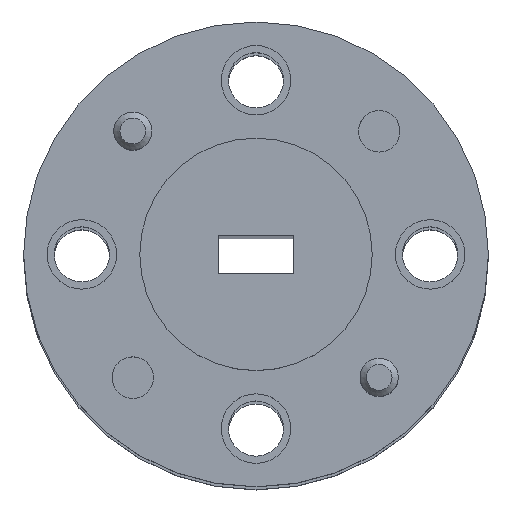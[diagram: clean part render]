
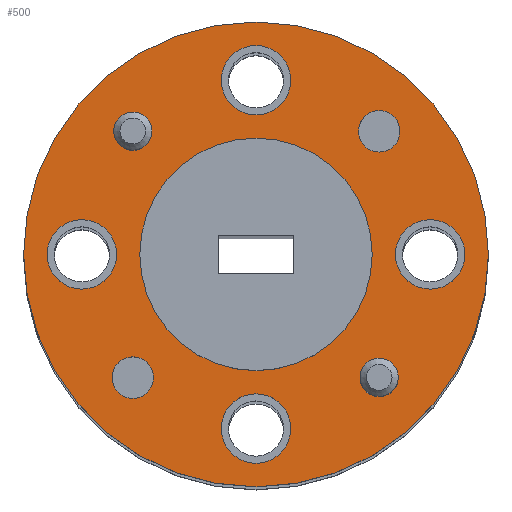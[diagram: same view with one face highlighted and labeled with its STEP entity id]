
A CAD part, top view. The second image highlights one B-rep face of the part: STEP entity #500.
In plain terms, the highlighted planar face has unit normal (0, 0, 1).
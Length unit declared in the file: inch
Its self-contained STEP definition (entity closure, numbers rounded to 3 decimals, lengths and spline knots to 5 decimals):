
#39 = EDGE_LOOP ( 'NONE', ( #706 ) ) ;
#45 = CARTESIAN_POINT ( 'NONE',  ( 0.2322, 0.1987, 1.468 ) ) ;
#58 = CIRCLE ( 'NONE', #796, 0.375 ) ;
#66 = FACE_BOUND ( 'NONE', #812, .T. ) ;
#89 = VERTEX_POINT ( 'NONE', #413 ) ;
#109 = CARTESIAN_POINT ( 'NONE',  ( 0.1987, 0.1987, 1.468 ) ) ;
#112 = AXIS2_PLACEMENT_3D ( 'NONE', #441, #805, #1343 ) ;
#118 = EDGE_CURVE ( 'NONE', #2024, #2024, #745, .T. ) ;
#122 = FACE_BOUND ( 'NONE', #1513, .T. ) ;
#125 = CARTESIAN_POINT ( 'NONE',  ( 0.375, 0., 1.468 ) ) ;
#131 = DIRECTION ( 'NONE',  ( 1., 0., 0. ) ) ;
#184 = ORIENTED_EDGE ( 'NONE', *, *, #333, .F. ) ;
#241 = FACE_OUTER_BOUND ( 'NONE', #1815, .T. ) ;
#244 = CIRCLE ( 'NONE', #1404, 0.03075 ) ;
#270 = EDGE_CURVE ( 'NONE', #2302, #2302, #1340, .T. ) ;
#287 = EDGE_CURVE ( 'NONE', #920, #920, #58, .T. ) ;
#333 = EDGE_CURVE ( 'NONE', #1185, #1185, #602, .T. ) ;
#339 = AXIS2_PLACEMENT_3D ( 'NONE', #1353, #797, #626 ) ;
#378 = CARTESIAN_POINT ( 'NONE',  ( -0.1987, 0.1987, 1.468 ) ) ;
#387 = DIRECTION ( 'NONE',  ( 0., 0., 1. ) ) ;
#413 = CARTESIAN_POINT ( 'NONE',  ( -0.225, 0., 1.468 ) ) ;
#441 = CARTESIAN_POINT ( 'NONE',  ( 0., -0.281, 1.468 ) ) ;
#453 = DIRECTION ( 'NONE',  ( 0., 0., 1. ) ) ;
#500 = ADVANCED_FACE ( 'NONE', ( #2089, #834, #786, #1814, #66, #122, #1371, #1757, #892, #241 ), #993, .T. ) ;
#555 = ORIENTED_EDGE ( 'NONE', *, *, #2300, .F. ) ;
#557 = CARTESIAN_POINT ( 'NONE',  ( 0.1987, -0.1987, 1.468 ) ) ;
#566 = DIRECTION ( 'NONE',  ( 1., 0., 0. ) ) ;
#578 = VERTEX_POINT ( 'NONE', #760 ) ;
#589 = DIRECTION ( 'NONE',  ( 0., 0., 1. ) ) ;
#601 = CIRCLE ( 'NONE', #1628, 0.0335 ) ;
#602 = CIRCLE ( 'NONE', #1171, 0.1875 ) ;
#626 = DIRECTION ( 'NONE',  ( 1., 0., 0. ) ) ;
#634 = AXIS2_PLACEMENT_3D ( 'NONE', #1364, #453, #1337 ) ;
#663 = CARTESIAN_POINT ( 'NONE',  ( 0.22945, -0.1987, 1.468 ) ) ;
#670 = DIRECTION ( 'NONE',  ( 0., 0., 1. ) ) ;
#692 = CARTESIAN_POINT ( 'NONE',  ( 0.056, 0.281, 1.468 ) ) ;
#696 = CIRCLE ( 'NONE', #997, 0.056 ) ;
#706 = ORIENTED_EDGE ( 'NONE', *, *, #1807, .F. ) ;
#745 = CIRCLE ( 'NONE', #2316, 0.056 ) ;
#756 = CIRCLE ( 'NONE', #634, 0.056 ) ;
#760 = CARTESIAN_POINT ( 'NONE',  ( 0.337, 0., 1.468 ) ) ;
#786 = FACE_BOUND ( 'NONE', #1793, .T. ) ;
#796 = AXIS2_PLACEMENT_3D ( 'NONE', #2243, #589, #2085 ) ;
#797 = DIRECTION ( 'NONE',  ( 0., 0., 1. ) ) ;
#805 = DIRECTION ( 'NONE',  ( 0., 0., 1. ) ) ;
#812 = EDGE_LOOP ( 'NONE', ( #555 ) ) ;
#834 = FACE_BOUND ( 'NONE', #2004, .T. ) ;
#879 = DIRECTION ( 'NONE',  ( 1., 0., 0. ) ) ;
#883 = ORIENTED_EDGE ( 'NONE', *, *, #287, .T. ) ;
#887 = ORIENTED_EDGE ( 'NONE', *, *, #2112, .F. ) ;
#892 = FACE_BOUND ( 'NONE', #1623, .T. ) ;
#920 = VERTEX_POINT ( 'NONE', #125 ) ;
#993 = PLANE ( 'NONE',  #339 ) ;
#997 = AXIS2_PLACEMENT_3D ( 'NONE', #1097, #2375, #1068 ) ;
#1012 = VERTEX_POINT ( 'NONE', #45 ) ;
#1041 = AXIS2_PLACEMENT_3D ( 'NONE', #557, #2037, #1471 ) ;
#1068 = DIRECTION ( 'NONE',  ( 1., 0., 0. ) ) ;
#1097 = CARTESIAN_POINT ( 'NONE',  ( 0.281, 0., 1.468 ) ) ;
#1108 = EDGE_LOOP ( 'NONE', ( #1994 ) ) ;
#1171 = AXIS2_PLACEMENT_3D ( 'NONE', #1489, #1888, #2072 ) ;
#1185 = VERTEX_POINT ( 'NONE', #1585 ) ;
#1223 = EDGE_CURVE ( 'NONE', #1711, #1711, #1932, .T. ) ;
#1311 = DIRECTION ( 'NONE',  ( 0., 0., 1. ) ) ;
#1314 = CARTESIAN_POINT ( 'NONE',  ( -0.16795, 0.1987, 1.468 ) ) ;
#1337 = DIRECTION ( 'NONE',  ( 1., 0., 0. ) ) ;
#1340 = CIRCLE ( 'NONE', #1041, 0.03075 ) ;
#1343 = DIRECTION ( 'NONE',  ( 1., 0., 0. ) ) ;
#1353 = CARTESIAN_POINT ( 'NONE',  ( 0., 0., 1.468 ) ) ;
#1364 = CARTESIAN_POINT ( 'NONE',  ( -0.281, 0., 1.468 ) ) ;
#1371 = FACE_BOUND ( 'NONE', #39, .T. ) ;
#1376 = ORIENTED_EDGE ( 'NONE', *, *, #270, .F. ) ;
#1404 = AXIS2_PLACEMENT_3D ( 'NONE', #378, #387, #2205 ) ;
#1471 = DIRECTION ( 'NONE',  ( 1., 0., 0. ) ) ;
#1489 = CARTESIAN_POINT ( 'NONE',  ( 0., 0., 1.468 ) ) ;
#1503 = CARTESIAN_POINT ( 'NONE',  ( -0.1652, -0.1987, 1.468 ) ) ;
#1506 = EDGE_LOOP ( 'NONE', ( #2258 ) ) ;
#1513 = EDGE_LOOP ( 'NONE', ( #1582 ) ) ;
#1522 = ORIENTED_EDGE ( 'NONE', *, *, #118, .F. ) ;
#1551 = AXIS2_PLACEMENT_3D ( 'NONE', #2056, #1311, #566 ) ;
#1582 = ORIENTED_EDGE ( 'NONE', *, *, #1935, .F. ) ;
#1585 = CARTESIAN_POINT ( 'NONE',  ( 0.1875, 0., 1.468 ) ) ;
#1617 = VERTEX_POINT ( 'NONE', #1503 ) ;
#1623 = EDGE_LOOP ( 'NONE', ( #184 ) ) ;
#1628 = AXIS2_PLACEMENT_3D ( 'NONE', #109, #670, #131 ) ;
#1635 = EDGE_CURVE ( 'NONE', #1617, #1617, #1829, .T. ) ;
#1697 = CARTESIAN_POINT ( 'NONE',  ( 0.056, -0.281, 1.468 ) ) ;
#1711 = VERTEX_POINT ( 'NONE', #1697 ) ;
#1757 = FACE_BOUND ( 'NONE', #1108, .T. ) ;
#1793 = EDGE_LOOP ( 'NONE', ( #1522 ) ) ;
#1807 = EDGE_CURVE ( 'NONE', #1012, #1012, #601, .T. ) ;
#1814 = FACE_BOUND ( 'NONE', #1506, .T. ) ;
#1815 = EDGE_LOOP ( 'NONE', ( #883 ) ) ;
#1829 = CIRCLE ( 'NONE', #1551, 0.0335 ) ;
#1888 = DIRECTION ( 'NONE',  ( 0., 0., 1. ) ) ;
#1932 = CIRCLE ( 'NONE', #112, 0.056 ) ;
#1935 = EDGE_CURVE ( 'NONE', #578, #578, #696, .T. ) ;
#1958 = VERTEX_POINT ( 'NONE', #1314 ) ;
#1989 = DIRECTION ( 'NONE',  ( 0., 0., 1. ) ) ;
#1994 = ORIENTED_EDGE ( 'NONE', *, *, #1635, .F. ) ;
#2004 = EDGE_LOOP ( 'NONE', ( #887 ) ) ;
#2024 = VERTEX_POINT ( 'NONE', #692 ) ;
#2037 = DIRECTION ( 'NONE',  ( 0., 0., 1. ) ) ;
#2056 = CARTESIAN_POINT ( 'NONE',  ( -0.1987, -0.1987, 1.468 ) ) ;
#2072 = DIRECTION ( 'NONE',  ( 1., 0., 0. ) ) ;
#2085 = DIRECTION ( 'NONE',  ( 1., 0., 0. ) ) ;
#2089 = FACE_BOUND ( 'NONE', #2233, .T. ) ;
#2112 = EDGE_CURVE ( 'NONE', #1958, #1958, #244, .T. ) ;
#2205 = DIRECTION ( 'NONE',  ( 1., 0., 0. ) ) ;
#2233 = EDGE_LOOP ( 'NONE', ( #1376 ) ) ;
#2243 = CARTESIAN_POINT ( 'NONE',  ( 0., 0., 1.468 ) ) ;
#2258 = ORIENTED_EDGE ( 'NONE', *, *, #1223, .F. ) ;
#2300 = EDGE_CURVE ( 'NONE', #89, #89, #756, .T. ) ;
#2302 = VERTEX_POINT ( 'NONE', #663 ) ;
#2316 = AXIS2_PLACEMENT_3D ( 'NONE', #2347, #1989, #879 ) ;
#2347 = CARTESIAN_POINT ( 'NONE',  ( 0., 0.281, 1.468 ) ) ;
#2375 = DIRECTION ( 'NONE',  ( 0., 0., 1. ) ) ;
